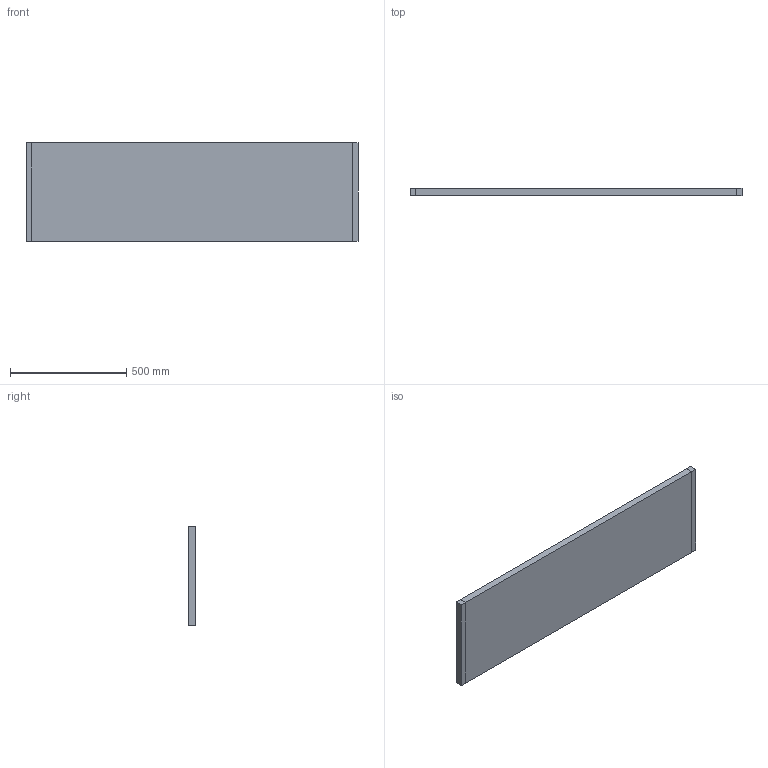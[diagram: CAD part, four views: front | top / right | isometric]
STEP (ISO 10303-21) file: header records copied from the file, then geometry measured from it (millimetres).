
FILE_DESCRIPTION (( 'STEP AP214' ), '1' );
FILE_NAME ('Front_Wing_Main_Foil_Mold.STEP', '2025-02-25T02:01:23', ( '' ), ( '' ), 'SwSTEP 2.0', 'SolidWorks 2024', '' );
FILE_SCHEMA (( 'AUTOMOTIVE_DESIGN' ));
Length unit declared in the file: inch
Products named in the file (1): Front_Wing_Main_Foil_Mold
Bounding box: 1427.97 x 30.67 x 425.45 mm (x, y, z)
Surface area: 2456977.2 mm2
Topology: 2 solids, 2 shells, 23 faces, 53 edges, 34 vertices
Faces by surface type: plane 22, bspline 1
Entity records: 1241 total; most frequent: CARTESIAN_POINT 694, ORIENTED_EDGE 106, DIRECTION 93, EDGE_CURVE 53, VECTOR 47, LINE 47, VERTEX_POINT 34, FACE_OUTER_BOUND 23
